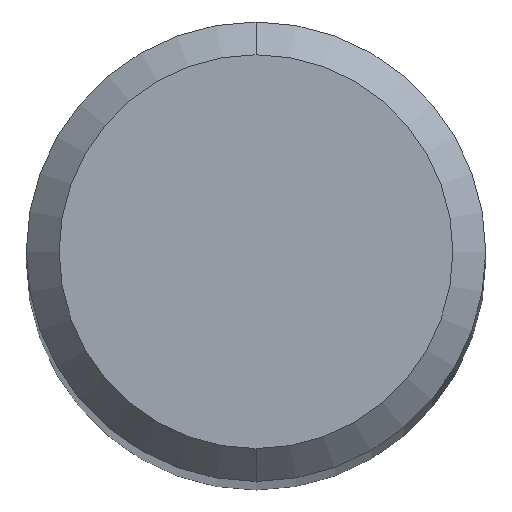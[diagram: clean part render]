
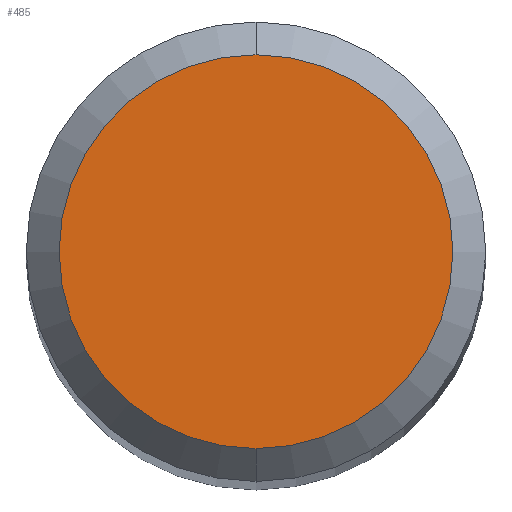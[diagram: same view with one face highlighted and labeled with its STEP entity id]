
A CAD part, top view. The second image highlights one B-rep face of the part: STEP entity #485.
In plain terms, the highlighted planar face has unit normal (0, 0, 1).
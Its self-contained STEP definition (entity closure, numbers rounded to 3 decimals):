
#253=VERTEX_POINT('',#643);
#351=EDGE_CURVE('',#253,#375,#752,.T.);
#375=VERTEX_POINT('',#778);
#485=ADVANCED_FACE('',(#898),#899,.T.);
#489=EDGE_CURVE('',#375,#253,#903,.T.);
#643=CARTESIAN_POINT('',(0.0,1.2,0.0));
#752=CIRCLE('',#1289,1.2);
#778=CARTESIAN_POINT('',(0.,-1.2,0.0));
#898=FACE_OUTER_BOUND('',#1584,.T.);
#899=PLANE('',#1585);
#903=CIRCLE('',#1590,1.2);
#1289=AXIS2_PLACEMENT_3D('',#1932,#1933,#1934);
#1584=EDGE_LOOP('',(#2096,#2097));
#1585=AXIS2_PLACEMENT_3D('',#2098,#2099,#2100);
#1590=AXIS2_PLACEMENT_3D('',#2101,#2102,#2103);
#1932=CARTESIAN_POINT('',(0.0,0.0,0.0));
#1933=DIRECTION('',(0.0,0.0,-1.0));
#1934=DIRECTION('',(0.0,1.0,0.0));
#2096=ORIENTED_EDGE('',*,*,#351,.F.);
#2097=ORIENTED_EDGE('',*,*,#489,.F.);
#2098=CARTESIAN_POINT('',(0.0,0.6,0.0));
#2099=DIRECTION('',(-0.0,0.0,1.0));
#2100=DIRECTION('',(0.0,-1.0,0.0));
#2101=CARTESIAN_POINT('',(0.0,0.0,0.0));
#2102=DIRECTION('',(0.0,0.0,-1.0));
#2103=DIRECTION('',(0.0,1.0,0.0));
